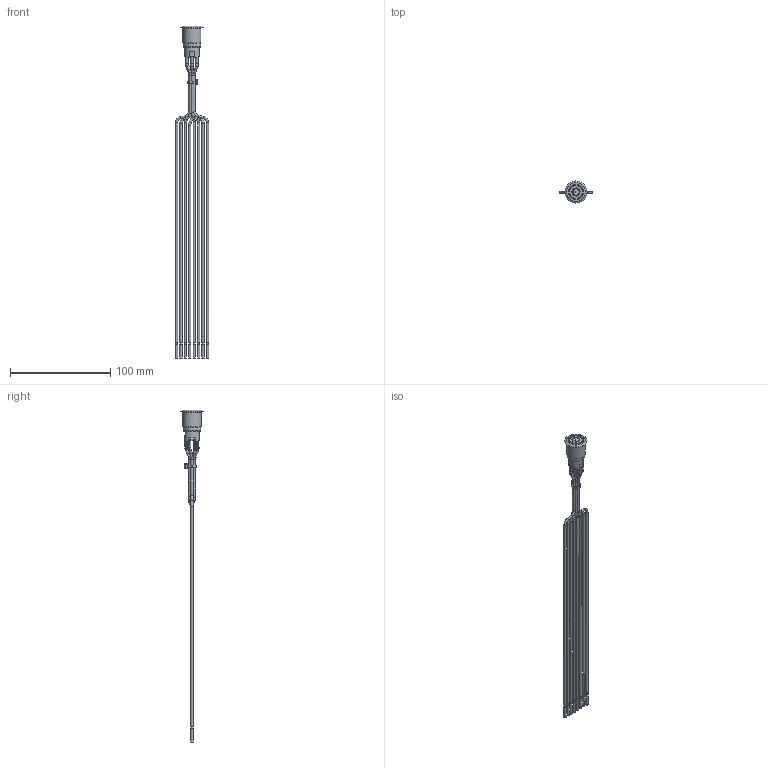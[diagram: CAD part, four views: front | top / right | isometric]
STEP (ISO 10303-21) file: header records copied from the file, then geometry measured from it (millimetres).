
FILE_DESCRIPTION(/* description */ (''),/* implementation_level */ '2;1');
FILE_NAME(/* name */ 'PV4FWH0xx-3xx-M26.stp',/* time_stamp */ '2025-12-31T11:01:12-06:00',/* author */ ('mroman'),/* organization */ (''),/* preprocessor_version */ 'ST-DEVELOPER v18.1',/* originating_system */ 'Autodesk Inventor 2022',/* authorisation */ '');
FILE_SCHEMA (('AUTOMOTIVE_DESIGN { 1 0 10303 214 3 1 1 }'));
Length unit declared in the file: inch
Products named in the file (1): PV4FWH0xx-3xx-M26
Bounding box: 33 x 22 x 330.5 mm (x, y, z)
Volume: 17548.3 mm3; surface area: 20523 mm2
Topology: 3 solids, 3 shells, 483 faces, 1285 edges, 836 vertices
Faces by surface type: plane 252, cylinder 138, torus 43, bspline 31, cone 11, sphere 8
Full cylindrical faces by diameter (mm): 1.5 x8, 2.2 x38, 2.4 x8, 12.6 x1, 12.8 x1, 13.6 x2, 14.9 x1, 15 x1, 15.8 x2, 17.5 x2, 22 x1
Entity records: 15738 total; most frequent: CARTESIAN_POINT 3528, DIRECTION 2567, ORIENTED_EDGE 2562, EDGE_CURVE 1281, AXIS2_PLACEMENT_3D 956, VERTEX_POINT 834, LINE 655, VECTOR 655
